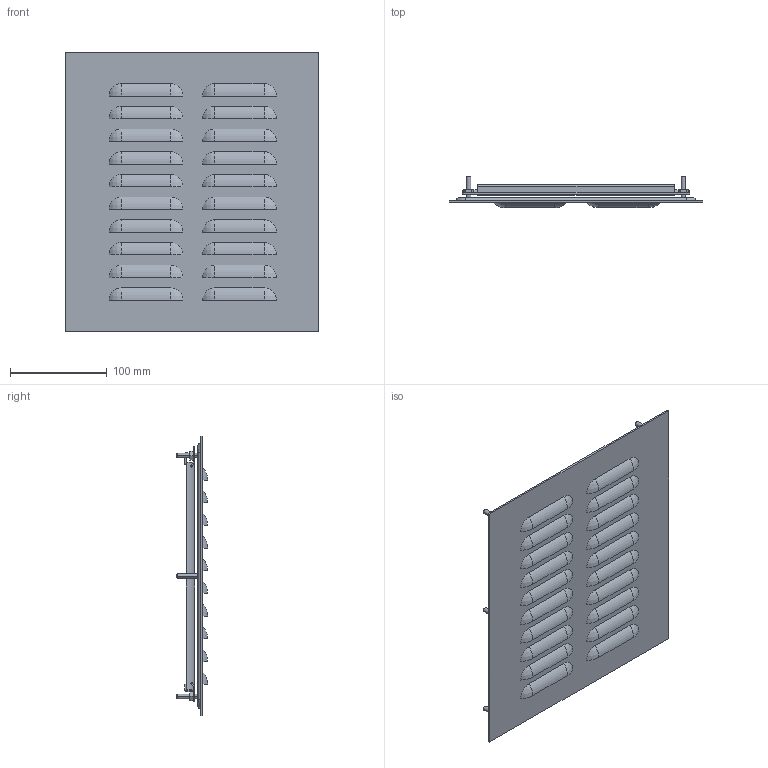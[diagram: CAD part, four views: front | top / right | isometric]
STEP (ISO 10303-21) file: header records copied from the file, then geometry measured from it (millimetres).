
FILE_DESCRIPTION (( 'STEP AP214' ), '1' );
FILE_NAME ('1481L3R1110GY.STEP', '2021-10-07T20:15:09', ( '' ), ( '' ), 'SwSTEP 2.0', 'SolidWorks 2021', '' );
FILE_SCHEMA (( 'AUTOMOTIVE_DESIGN' ));
Length unit declared in the file: inch
Products named in the file (1): 1481L3R1110GY
Bounding box: 261.82 x 32.31 x 288.75 mm (x, y, z)
Volume: 498393.9 mm3; surface area: 327299.8 mm2
Topology: 17 solids, 18 shells, 432 faces, 1078 edges, 688 vertices
Faces by surface type: plane 197, cylinder 131, bspline 84, cone 20
Entity records: 21506 total; most frequent: CARTESIAN_POINT 5391, ORIENTED_EDGE 2156, DIRECTION 2090, EDGE_CURVE 1078, AXIS2_PLACEMENT_3D 747, VERTEX_POINT 688, LINE 596, VECTOR 596
